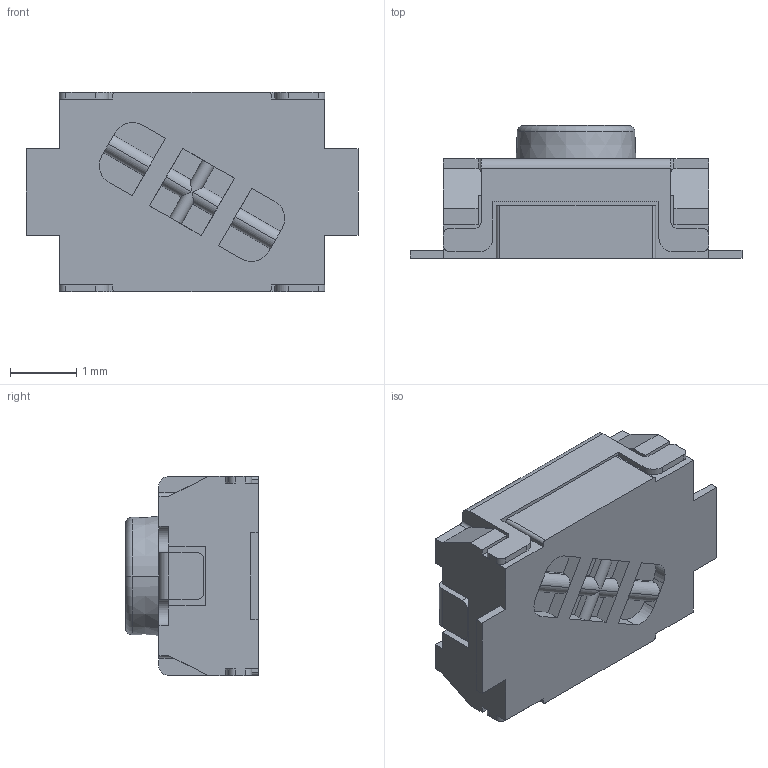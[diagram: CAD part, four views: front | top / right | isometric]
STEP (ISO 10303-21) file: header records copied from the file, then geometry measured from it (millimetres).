
FILE_DESCRIPTION(('STEP AP214'),'1');
FILE_NAME('ts-1185-b-a-b-a.stp','2021-03-29T19:36:28',('TraceParts'),('TraceParts S.A.'),'Spatial InterOp 3D',' ',' ');
FILE_SCHEMA(('AUTOMOTIVE_DESIGN { 1 0 10303 214 1 1 1 1 }'));
Length unit declared in the file: millimetre
Products named in the file (1): ts-1185-b-a-b-a
Bounding box: 5 x 2 x 3 mm (x, y, z)
Volume: 18.5 mm3; surface area: 55.5 mm2
Topology: 1 solids, 1 shells, 623 faces, 1768 edges, 1171 vertices
Faces by surface type: plane 561, cylinder 56, torus 4, cone 2
Entity records: 19939 total; most frequent: CARTESIAN_POINT 3623, ORIENTED_EDGE 3536, DIRECTION 3130, EDGE_CURVE 1768, LINE 1638, VECTOR 1638, VERTEX_POINT 1171, AXIS2_PLACEMENT_3D 746
